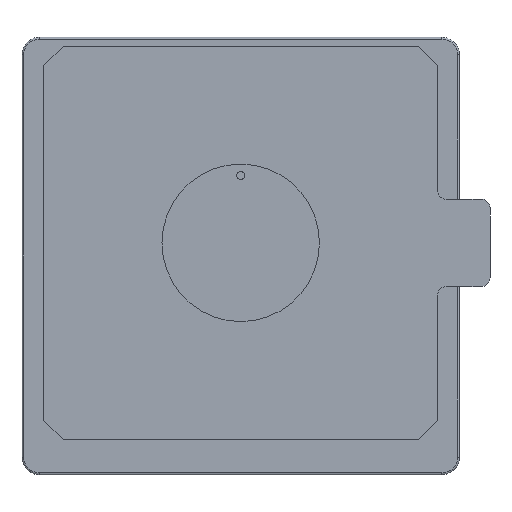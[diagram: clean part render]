
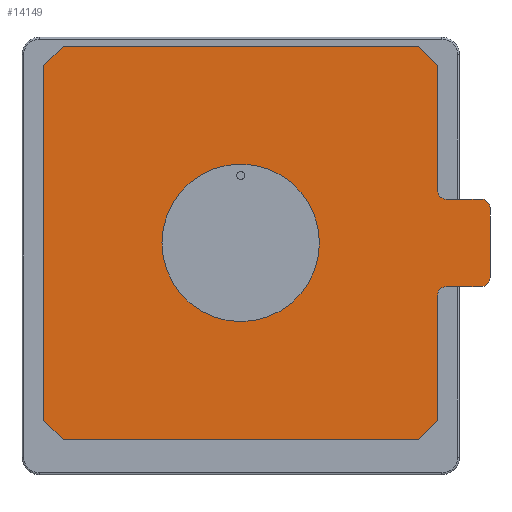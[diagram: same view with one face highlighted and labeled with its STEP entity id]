
A CAD part, front view. The second image highlights one B-rep face of the part: STEP entity #14149.
In plain terms, the highlighted planar face has unit normal (0, -1, 0).
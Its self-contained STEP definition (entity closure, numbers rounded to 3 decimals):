
#40 = EDGE_CURVE ( 'NONE', #18415, #12561, #5100, .T. ) ;
#68 = DIRECTION ( 'NONE',  ( 0., 0., -1. ) ) ;
#147 = CARTESIAN_POINT ( 'NONE',  ( -15.798, -34.356, 35.89 ) ) ;
#160 = EDGE_CURVE ( 'NONE', #8699, #4288, #3573, .T. ) ;
#424 = ORIENTED_EDGE ( 'NONE', *, *, #40, .T. ) ;
#465 = AXIS2_PLACEMENT_3D ( 'NONE', #15553, #14062, #3365 ) ;
#642 = VERTEX_POINT ( 'NONE', #13850 ) ;
#773 = CARTESIAN_POINT ( 'NONE',  ( -38.298, -34.356, 47.19 ) ) ;
#1002 = ORIENTED_EDGE ( 'NONE', *, *, #11936, .T. ) ;
#1006 = DIRECTION ( 'NONE',  ( 0., 0., 1. ) ) ;
#1186 = DIRECTION ( 'NONE',  ( 0., 0., 1. ) ) ;
#1193 = VERTEX_POINT ( 'NONE', #10093 ) ;
#1258 = LINE ( 'NONE', #14716, #18254 ) ;
#1359 = VECTOR ( 'NONE', #5652, 1000. ) ;
#1946 = DIRECTION ( 'NONE',  ( -0.707, 0., -0.707 ) ) ;
#2093 = EDGE_LOOP ( 'NONE', ( #424, #15464, #9130, #9994, #16644, #8890, #15281, #19048, #1002, #8448, #15121, #5973, #8935, #4070, #5135, #17106 ) ) ;
#2187 = CARTESIAN_POINT ( 'NONE',  ( -36.098, -34.356, 4.39 ) ) ;
#2208 = LINE ( 'NONE', #11424, #7769 ) ;
#2405 = VERTEX_POINT ( 'NONE', #6861 ) ;
#2474 = DIRECTION ( 'NONE',  ( 0., -1., 0. ) ) ;
#2496 = DIRECTION ( 'NONE',  ( -1., 0., 0. ) ) ;
#2544 = VECTOR ( 'NONE', #5161, 1000. ) ;
#2850 = VERTEX_POINT ( 'NONE', #9304 ) ;
#2872 = CARTESIAN_POINT ( 'NONE',  ( -38.298, -34.356, 47.19 ) ) ;
#2877 = CARTESIAN_POINT ( 'NONE',  ( 12.702, -34.356, 30.89 ) ) ;
#3111 = CARTESIAN_POINT ( 'NONE',  ( 7.702, -34.356, 32.89 ) ) ;
#3181 = CARTESIAN_POINT ( 'NONE',  ( 11.702, -34.356, 21.89 ) ) ;
#3323 = EDGE_LOOP ( 'NONE', ( #19426, #10210 ) ) ;
#3365 = DIRECTION ( 'NONE',  ( 0., 0., -1. ) ) ;
#3573 = CIRCLE ( 'NONE', #4194, 9. ) ;
#3807 = EDGE_CURVE ( 'NONE', #17127, #6454, #7103, .T. ) ;
#4070 = ORIENTED_EDGE ( 'NONE', *, *, #17664, .T. ) ;
#4078 = LINE ( 'NONE', #18871, #16255 ) ;
#4082 = CARTESIAN_POINT ( 'NONE',  ( 6.702, -34.356, 32.89 ) ) ;
#4194 = AXIS2_PLACEMENT_3D ( 'NONE', #8499, #6805, #11464 ) ;
#4288 = VERTEX_POINT ( 'NONE', #14104 ) ;
#4391 = LINE ( 'NONE', #7740, #15918 ) ;
#4626 = DIRECTION ( 'NONE',  ( 0., -1., 0. ) ) ;
#4700 = EDGE_CURVE ( 'NONE', #10281, #8846, #5430, .T. ) ;
#4726 = DIRECTION ( 'NONE',  ( 0., 0., 1. ) ) ;
#5100 = LINE ( 'NONE', #773, #17192 ) ;
#5113 = EDGE_CURVE ( 'NONE', #11282, #2850, #13640, .T. ) ;
#5135 = ORIENTED_EDGE ( 'NONE', *, *, #5664, .T. ) ;
#5161 = DIRECTION ( 'NONE',  ( -1., 0., 0. ) ) ;
#5172 = AXIS2_PLACEMENT_3D ( 'NONE', #6306, #16618, #68 ) ;
#5218 = CARTESIAN_POINT ( 'NONE',  ( 7.702, -34.356, 21.89 ) ) ;
#5430 = LINE ( 'NONE', #19503, #18535 ) ;
#5498 = DIRECTION ( 'NONE',  ( 1., 0., 0. ) ) ;
#5512 = VECTOR ( 'NONE', #6737, 1000. ) ;
#5652 = DIRECTION ( 'NONE',  ( -0.707, 0., 0.707 ) ) ;
#5664 = EDGE_CURVE ( 'NONE', #1193, #642, #19268, .T. ) ;
#5851 = AXIS2_PLACEMENT_3D ( 'NONE', #3111, #9176, #18007 ) ;
#5973 = ORIENTED_EDGE ( 'NONE', *, *, #7366, .T. ) ;
#6017 = EDGE_CURVE ( 'NONE', #4288, #8699, #7691, .T. ) ;
#6306 = CARTESIAN_POINT ( 'NONE',  ( 7.702, -34.356, 20.89 ) ) ;
#6335 = PLANE ( 'NONE',  #465 ) ;
#6454 = VERTEX_POINT ( 'NONE', #2877 ) ;
#6737 = DIRECTION ( 'NONE',  ( 0.707, 0., -0.707 ) ) ;
#6805 = DIRECTION ( 'NONE',  ( 0., -1., 0. ) ) ;
#6861 = CARTESIAN_POINT ( 'NONE',  ( -38.298, -34.356, 6.59 ) ) ;
#7094 = CIRCLE ( 'NONE', #5172, 1. ) ;
#7103 = LINE ( 'NONE', #14933, #7651 ) ;
#7148 = CARTESIAN_POINT ( 'NONE',  ( 4.502, -34.356, 49.39 ) ) ;
#7366 = EDGE_CURVE ( 'NONE', #8189, #16034, #12814, .T. ) ;
#7374 = AXIS2_PLACEMENT_3D ( 'NONE', #10021, #2474, #19240 ) ;
#7651 = VECTOR ( 'NONE', #1186, 1000. ) ;
#7691 = CIRCLE ( 'NONE', #7374, 9. ) ;
#7740 = CARTESIAN_POINT ( 'NONE',  ( -38.298, -34.356, 6.59 ) ) ;
#7769 = VECTOR ( 'NONE', #14095, 1000. ) ;
#7781 = AXIS2_PLACEMENT_3D ( 'NONE', #17143, #14560, #1006 ) ;
#8189 = VERTEX_POINT ( 'NONE', #16847 ) ;
#8448 = ORIENTED_EDGE ( 'NONE', *, *, #3807, .T. ) ;
#8499 = CARTESIAN_POINT ( 'NONE',  ( -15.798, -34.356, 26.89 ) ) ;
#8640 = CARTESIAN_POINT ( 'NONE',  ( 7.702, -34.356, 31.89 ) ) ;
#8699 = VERTEX_POINT ( 'NONE', #147 ) ;
#8846 = VERTEX_POINT ( 'NONE', #16663 ) ;
#8890 = ORIENTED_EDGE ( 'NONE', *, *, #5113, .T. ) ;
#8935 = ORIENTED_EDGE ( 'NONE', *, *, #11121, .T. ) ;
#9130 = ORIENTED_EDGE ( 'NONE', *, *, #16048, .T. ) ;
#9176 = DIRECTION ( 'NONE',  ( 0., 1., 0. ) ) ;
#9235 = VERTEX_POINT ( 'NONE', #5218 ) ;
#9298 = DIRECTION ( 'NONE',  ( 0., 0., 1. ) ) ;
#9304 = CARTESIAN_POINT ( 'NONE',  ( 6.702, -34.356, 20.89 ) ) ;
#9614 = FACE_OUTER_BOUND ( 'NONE', #2093, .T. ) ;
#9994 = ORIENTED_EDGE ( 'NONE', *, *, #4700, .T. ) ;
#10021 = CARTESIAN_POINT ( 'NONE',  ( -15.798, -34.356, 26.89 ) ) ;
#10093 = CARTESIAN_POINT ( 'NONE',  ( 6.702, -34.356, 47.19 ) ) ;
#10210 = ORIENTED_EDGE ( 'NONE', *, *, #160, .F. ) ;
#10260 = LINE ( 'NONE', #16113, #10589 ) ;
#10281 = VERTEX_POINT ( 'NONE', #19312 ) ;
#10436 = DIRECTION ( 'NONE',  ( 0., 0., -1. ) ) ;
#10479 = CARTESIAN_POINT ( 'NONE',  ( 12.702, -34.356, 22.89 ) ) ;
#10571 = CARTESIAN_POINT ( 'NONE',  ( 11.702, -34.356, 30.89 ) ) ;
#10589 = VECTOR ( 'NONE', #5498, 1000. ) ;
#10648 = DIRECTION ( 'NONE',  ( 1., 0., 0. ) ) ;
#10946 = CIRCLE ( 'NONE', #7781, 1. ) ;
#10993 = FACE_BOUND ( 'NONE', #3323, .T. ) ;
#11121 = EDGE_CURVE ( 'NONE', #16034, #14615, #16613, .T. ) ;
#11282 = VERTEX_POINT ( 'NONE', #12426 ) ;
#11424 = CARTESIAN_POINT ( 'NONE',  ( 6.702, -34.356, 6.59 ) ) ;
#11464 = DIRECTION ( 'NONE',  ( 0., 0., -1. ) ) ;
#11577 = VECTOR ( 'NONE', #9298, 1000. ) ;
#11936 = EDGE_CURVE ( 'NONE', #13700, #17127, #10946, .T. ) ;
#12426 = CARTESIAN_POINT ( 'NONE',  ( 6.702, -34.356, 6.59 ) ) ;
#12480 = EDGE_CURVE ( 'NONE', #642, #18415, #4078, .T. ) ;
#12561 = VERTEX_POINT ( 'NONE', #2872 ) ;
#12814 = LINE ( 'NONE', #15693, #2544 ) ;
#12993 = EDGE_CURVE ( 'NONE', #12561, #2405, #4391, .T. ) ;
#13192 = EDGE_CURVE ( 'NONE', #6454, #8189, #17204, .T. ) ;
#13640 = LINE ( 'NONE', #16636, #11577 ) ;
#13700 = VERTEX_POINT ( 'NONE', #3181 ) ;
#13850 = CARTESIAN_POINT ( 'NONE',  ( 4.502, -34.356, 49.39 ) ) ;
#14062 = DIRECTION ( 'NONE',  ( 0., -1., 0. ) ) ;
#14095 = DIRECTION ( 'NONE',  ( 0.707, 0., 0.707 ) ) ;
#14104 = CARTESIAN_POINT ( 'NONE',  ( -15.798, -34.356, 17.89 ) ) ;
#14149 = ADVANCED_FACE ( 'NONE', ( #10993, #9614 ), #6335, .T. ) ;
#14434 = CARTESIAN_POINT ( 'NONE',  ( -36.098, -34.356, 49.39 ) ) ;
#14559 = EDGE_CURVE ( 'NONE', #8846, #11282, #2208, .T. ) ;
#14560 = DIRECTION ( 'NONE',  ( 0., -1., 0. ) ) ;
#14615 = VERTEX_POINT ( 'NONE', #4082 ) ;
#14716 = CARTESIAN_POINT ( 'NONE',  ( 6.702, -34.356, 47.19 ) ) ;
#14817 = EDGE_CURVE ( 'NONE', #2850, #9235, #7094, .T. ) ;
#14933 = CARTESIAN_POINT ( 'NONE',  ( 12.702, -34.356, 30.89 ) ) ;
#15121 = ORIENTED_EDGE ( 'NONE', *, *, #13192, .T. ) ;
#15281 = ORIENTED_EDGE ( 'NONE', *, *, #14817, .T. ) ;
#15464 = ORIENTED_EDGE ( 'NONE', *, *, #12993, .T. ) ;
#15553 = CARTESIAN_POINT ( 'NONE',  ( 7.702, -34.356, 32.89 ) ) ;
#15693 = CARTESIAN_POINT ( 'NONE',  ( 7.702, -34.356, 31.89 ) ) ;
#15764 = LINE ( 'NONE', #2187, #5512 ) ;
#15918 = VECTOR ( 'NONE', #10436, 1000. ) ;
#16034 = VERTEX_POINT ( 'NONE', #8640 ) ;
#16048 = EDGE_CURVE ( 'NONE', #2405, #10281, #15764, .T. ) ;
#16113 = CARTESIAN_POINT ( 'NONE',  ( 11.702, -34.356, 21.89 ) ) ;
#16255 = VECTOR ( 'NONE', #2496, 1000. ) ;
#16358 = EDGE_CURVE ( 'NONE', #9235, #13700, #10260, .T. ) ;
#16569 = AXIS2_PLACEMENT_3D ( 'NONE', #10571, #4626, #4726 ) ;
#16613 = CIRCLE ( 'NONE', #5851, 1. ) ;
#16618 = DIRECTION ( 'NONE',  ( 0., 1., 0. ) ) ;
#16636 = CARTESIAN_POINT ( 'NONE',  ( 6.702, -34.356, 20.89 ) ) ;
#16644 = ORIENTED_EDGE ( 'NONE', *, *, #14559, .T. ) ;
#16663 = CARTESIAN_POINT ( 'NONE',  ( 4.502, -34.356, 4.39 ) ) ;
#16847 = CARTESIAN_POINT ( 'NONE',  ( 11.702, -34.356, 31.89 ) ) ;
#17106 = ORIENTED_EDGE ( 'NONE', *, *, #12480, .T. ) ;
#17127 = VERTEX_POINT ( 'NONE', #10479 ) ;
#17143 = CARTESIAN_POINT ( 'NONE',  ( 11.702, -34.356, 22.89 ) ) ;
#17192 = VECTOR ( 'NONE', #1946, 1000. ) ;
#17204 = CIRCLE ( 'NONE', #16569, 1. ) ;
#17664 = EDGE_CURVE ( 'NONE', #14615, #1193, #1258, .T. ) ;
#17703 = DIRECTION ( 'NONE',  ( 0., 0., 1. ) ) ;
#18007 = DIRECTION ( 'NONE',  ( 0., 0., -1. ) ) ;
#18254 = VECTOR ( 'NONE', #17703, 1000. ) ;
#18415 = VERTEX_POINT ( 'NONE', #14434 ) ;
#18535 = VECTOR ( 'NONE', #10648, 1000. ) ;
#18871 = CARTESIAN_POINT ( 'NONE',  ( -36.098, -34.356, 49.39 ) ) ;
#19048 = ORIENTED_EDGE ( 'NONE', *, *, #16358, .T. ) ;
#19240 = DIRECTION ( 'NONE',  ( 0., 0., -1. ) ) ;
#19268 = LINE ( 'NONE', #7148, #1359 ) ;
#19312 = CARTESIAN_POINT ( 'NONE',  ( -36.098, -34.356, 4.39 ) ) ;
#19426 = ORIENTED_EDGE ( 'NONE', *, *, #6017, .F. ) ;
#19503 = CARTESIAN_POINT ( 'NONE',  ( 4.502, -34.356, 4.39 ) ) ;
